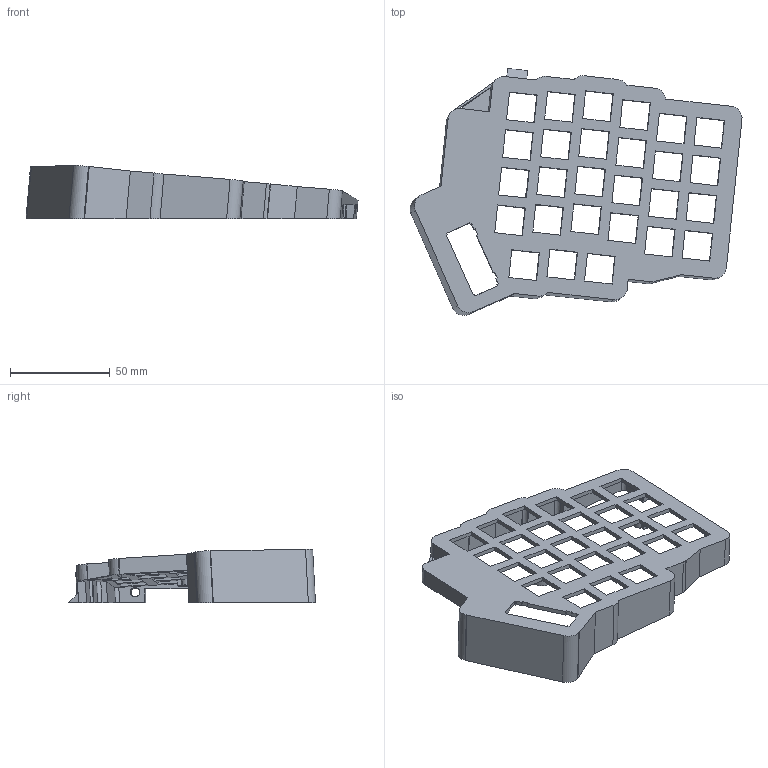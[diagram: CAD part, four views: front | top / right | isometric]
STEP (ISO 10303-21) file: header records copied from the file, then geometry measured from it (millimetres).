
FILE_DESCRIPTION(/* description */ ('','CAx-IF Rec.Pracs.---Representation and Presentation of Product Manufacturing Information (PMI)---4.0---2014-10-13'),/* implementation_level */ '2;1');
FILE_NAME(/* name */ 'Right Plate Roll 5 Pitch 3.step',/* time_stamp */ '2025-03-05T20:38:12-08:00',/* author */ (''),/* organization */ (''),/* preprocessor_version */ 'ST-DEVELOPER v20',/* originating_system */ 'Autodesk Translation Framework v13.20.0.188',/* authorisation */ '');
FILE_SCHEMA (('AP242_MANAGED_MODEL_BASED_3D_ENGINEERING_MIM_LF { 1 0 10303 442 1 1 4 }'));
Length unit declared in the file: millimetre
Products named in the file (1): right plate
Bounding box: 166.71 x 123.98 x 26.71 mm (x, y, z)
Volume: 46434.2 mm3; surface area: 37333.7 mm2
Topology: 1 solids, 1 shells, 269 faces, 803 edges, 533 vertices
Faces by surface type: plane 232, cylinder 37
Full cylindrical faces by diameter (mm): 4.8 x4
Entity records: 9080 total; most frequent: ORIENTED_EDGE 1606, CARTESIAN_POINT 1606, DIRECTION 1422, EDGE_CURVE 803, LINE 724, VECTOR 724, VERTEX_POINT 533, AXIS2_PLACEMENT_3D 349
